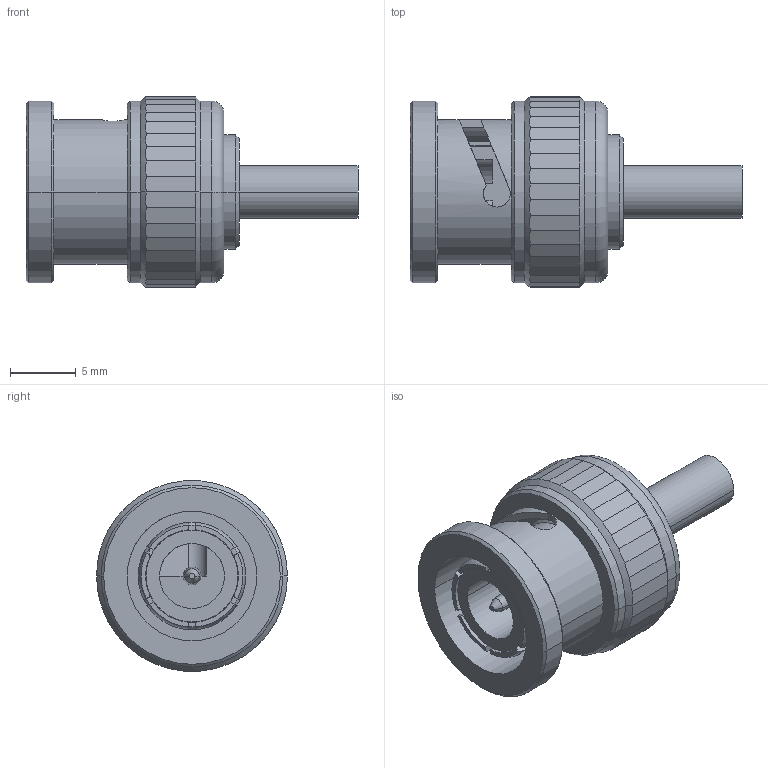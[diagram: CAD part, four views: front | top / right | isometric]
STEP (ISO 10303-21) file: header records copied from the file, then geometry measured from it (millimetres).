
FILE_DESCRIPTION((''),'2;1');
FILE_NAME('1','2021-09-06T',('Administrator'),(''),'PRO/ENGINEER BY PARAMETRIC TECHNOLOGY CORPORATION, 2012090','PRO/ENGINEER BY PARAMETRIC TECHNOLOGY CORPORATION, 2012090','');
FILE_SCHEMA(('CONFIG_CONTROL_DESIGN'));
Length unit declared in the file: millimetre
Products named in the file (1): 1
Bounding box: 25.2 x 14.5 x 14.45 mm (x, y, z)
Volume: 1705 mm3; surface area: 2068 mm2
Topology: 2 solids, 2 shells, 156 faces, 396 edges, 249 vertices
Faces by surface type: plane 85, cylinder 41, cone 22, torus 8
Entity records: 5150 total; most frequent: CARTESIAN_POINT 1481, ORIENTED_EDGE 792, DIRECTION 706, EDGE_CURVE 396, AXIS2_PLACEMENT_3D 266, VERTEX_POINT 249, VECTOR 174, LINE 174
